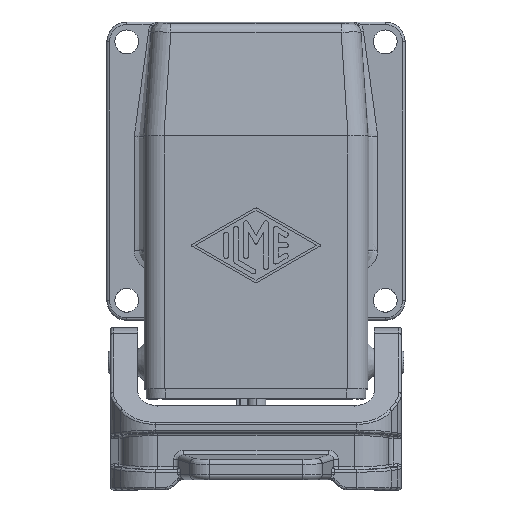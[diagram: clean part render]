
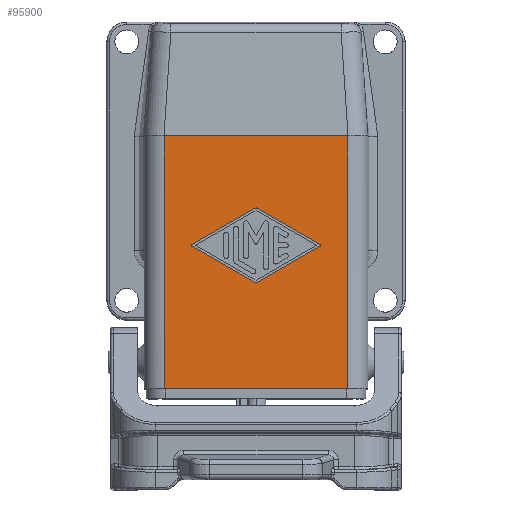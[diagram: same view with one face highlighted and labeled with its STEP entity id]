
A CAD part, top view. The second image highlights one B-rep face of the part: STEP entity #95900.
In plain terms, the highlighted planar face has unit normal (0, 0, 1).
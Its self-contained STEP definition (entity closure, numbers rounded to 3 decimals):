
#93520=CARTESIAN_POINT('',(78.049,43.081,105.9));
#93530=VERTEX_POINT('',#93520);
#93700=CARTESIAN_POINT('',(85.266,55.706,105.9));
#93710=VERTEX_POINT('',#93700);
#93740=CARTESIAN_POINT('',(85.408,55.955,105.9));
#93750=DIRECTION('',(-0.496,-0.868,0.));
#93760=VECTOR('',#93750,1.);
#93770=LINE('',#93740,#93760);
#93780=EDGE_CURVE('',#93710,#93530,#93770,.T.);
#94900=CARTESIAN_POINT('',(80.832,33.955,105.9));
#94910=DIRECTION('',(-0.,-0.,-1.));
#94920=DIRECTION('',(0.,-1.,0.));
#94930=AXIS2_PLACEMENT_3D('',#94900,#94910,#94920);
#94940=PLANE('',#94930);
#94950=CARTESIAN_POINT('',(77.832,68.705,105.9));
#94960=DIRECTION('',(0.,0.,1.));
#94970=DIRECTION('',(0.,1.,0.));
#94980=AXIS2_PLACEMENT_3D('',#94950,#94960,#94970);
#94990=CIRCLE('',#94980,0.25);
#95000=CARTESIAN_POINT('',(78.049,68.829,105.9));
#95010=VERTEX_POINT('',#95000);
#95020=CARTESIAN_POINT('',(77.615,68.829,105.9));
#95030=VERTEX_POINT('',#95020);
#95040=EDGE_CURVE('',#95010,#95030,#94990,.T.);
#95050=ORIENTED_EDGE('',*,*,#95040,.F.);
#95060=CARTESIAN_POINT('',(70.256,55.955,105.9));
#95070=DIRECTION('',(0.496,0.868,0.));
#95080=VECTOR('',#95070,1.);
#95090=LINE('',#95060,#95080);
#95100=CARTESIAN_POINT('',(70.398,56.203,105.9));
#95110=VERTEX_POINT('',#95100);
#95120=EDGE_CURVE('',#95110,#95030,#95090,.T.);
#95130=ORIENTED_EDGE('',*,*,#95120,.T.);
#95140=CARTESIAN_POINT('',(70.832,55.955,105.9));
#95150=DIRECTION('',(0.,0.,1.));
#95160=DIRECTION('',(0.,1.,0.));
#95170=AXIS2_PLACEMENT_3D('',#95140,#95150,#95160);
#95180=CIRCLE('',#95170,0.5);
#95190=CARTESIAN_POINT('',(70.398,55.706,105.9));
#95200=VERTEX_POINT('',#95190);
#95210=EDGE_CURVE('',#95110,#95200,#95180,.T.);
#95220=ORIENTED_EDGE('',*,*,#95210,.F.);
#95230=CARTESIAN_POINT('',(70.256,55.955,105.9));
#95240=DIRECTION('',(-0.496,0.868,-0.));
#95250=VECTOR('',#95240,1.);
#95260=LINE('',#95230,#95250);
#95270=CARTESIAN_POINT('',(77.614,43.081,105.9));
#95280=VERTEX_POINT('',#95270);
#95290=EDGE_CURVE('',#95280,#95200,#95260,.T.);
#95300=ORIENTED_EDGE('',*,*,#95290,.T.);
#95310=CARTESIAN_POINT('',(77.832,43.205,105.9));
#95320=DIRECTION('',(0.,0.,1.));
#95330=DIRECTION('',(0.,1.,0.));
#95340=AXIS2_PLACEMENT_3D('',#95310,#95320,#95330);
#95350=CIRCLE('',#95340,0.25);
#95360=EDGE_CURVE('',#95280,#93530,#95350,.T.);
#95370=ORIENTED_EDGE('',*,*,#95360,.F.);
#95380=ORIENTED_EDGE('',*,*,#93780,.T.);
#95390=CARTESIAN_POINT('',(84.832,55.955,105.9));
#95400=DIRECTION('',(0.,0.,1.));
#95410=DIRECTION('',(0.,1.,0.));
#95420=AXIS2_PLACEMENT_3D('',#95390,#95400,#95410);
#95430=CIRCLE('',#95420,0.5);
#95440=CARTESIAN_POINT('',(85.266,56.203,105.9));
#95450=VERTEX_POINT('',#95440);
#95460=EDGE_CURVE('',#93710,#95450,#95430,.T.);
#95470=ORIENTED_EDGE('',*,*,#95460,.F.);
#95480=CARTESIAN_POINT('',(85.408,55.955,105.9));
#95490=DIRECTION('',(0.496,-0.868,0.));
#95500=VECTOR('',#95490,1.);
#95510=LINE('',#95480,#95500);
#95520=EDGE_CURVE('',#95010,#95450,#95510,.T.);
#95530=ORIENTED_EDGE('',*,*,#95520,.T.);
#95540=EDGE_LOOP('',(#95530,#95470,#95380,#95370,#95300,#95220,#95130,
#95050));
#95550=FACE_BOUND('',#95540,.T.);
#95560=CARTESIAN_POINT('',(55.832,55.955,105.9));
#95570=DIRECTION('',(0.,1.,0.));
#95580=VECTOR('',#95570,1.);
#95590=LINE('',#95560,#95580);
#95600=CARTESIAN_POINT('',(55.832,37.455,105.9));
#95610=VERTEX_POINT('',#95600);
#95620=CARTESIAN_POINT('',(55.832,74.455,105.9));
#95630=VERTEX_POINT('',#95620);
#95640=EDGE_CURVE('',#95610,#95630,#95590,.T.);
#95650=ORIENTED_EDGE('',*,*,#95640,.F.);
#95660=CARTESIAN_POINT('',(33.831,74.455,105.9));
#95670=DIRECTION('',(-1.,0.,0.));
#95680=VECTOR('',#95670,1.);
#95690=LINE('',#95660,#95680);
#95700=CARTESIAN_POINT('',(106.732,74.455,105.9));
#95710=VERTEX_POINT('',#95700);
#95720=EDGE_CURVE('',#95710,#95630,#95690,.T.);
#95730=ORIENTED_EDGE('',*,*,#95720,.T.);
#95740=CARTESIAN_POINT('',(106.732,55.955,105.9));
#95750=DIRECTION('',(0.,-1.,0.));
#95760=VECTOR('',#95750,1.);
#95770=LINE('',#95740,#95760);
#95780=CARTESIAN_POINT('',(106.732,37.455,105.9));
#95790=VERTEX_POINT('',#95780);
#95800=EDGE_CURVE('',#95710,#95790,#95770,.T.);
#95810=ORIENTED_EDGE('',*,*,#95800,.F.);
#95820=CARTESIAN_POINT('',(33.831,37.455,105.9));
#95830=DIRECTION('',(-1.,0.,0.));
#95840=VECTOR('',#95830,1.);
#95850=LINE('',#95820,#95840);
#95860=EDGE_CURVE('',#95790,#95610,#95850,.T.);
#95870=ORIENTED_EDGE('',*,*,#95860,.F.);
#95880=EDGE_LOOP('',(#95870,#95810,#95730,#95650));
#95890=FACE_OUTER_BOUND('',#95880,.T.);
#95900=ADVANCED_FACE('',(#95550,#95890),#94940,.F.);
